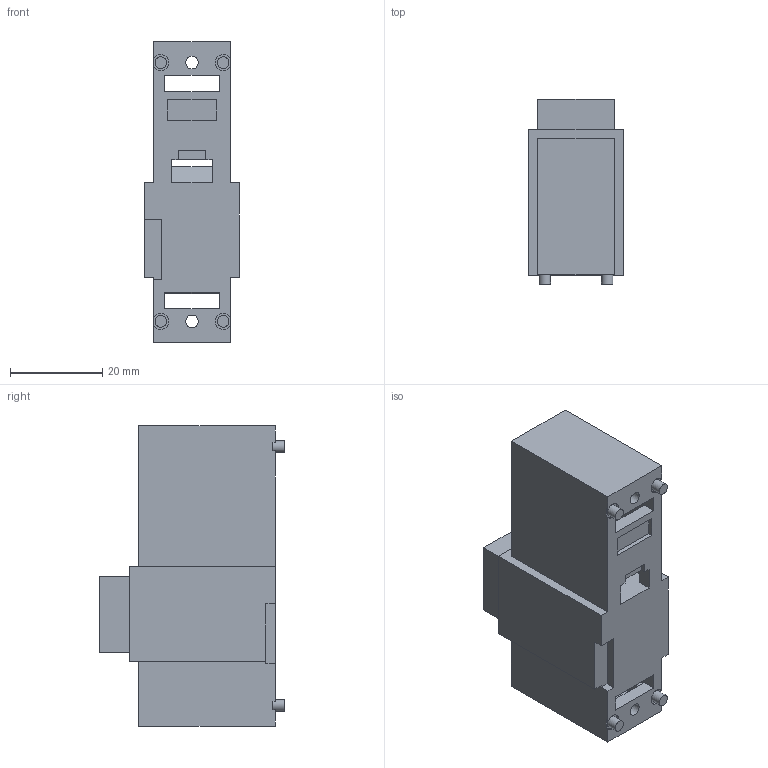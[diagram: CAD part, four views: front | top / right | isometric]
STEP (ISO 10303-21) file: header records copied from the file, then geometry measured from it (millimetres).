
FILE_DESCRIPTION(/* description */ (''),/* implementation_level */ '2;1');
FILE_NAME(/* name */ 'Colorimeter.stp',/* time_stamp */ '2019-04-03T12:29:15+02:00',/* author */ ('Hansen'),/* organization */ (''),/* preprocessor_version */ 'ST-DEVELOPER v17',/* originating_system */ 'Autodesk Inventor 2019',/* authorisation */ '');
FILE_SCHEMA (('AUTOMOTIVE_DESIGN { 1 0 10303 214 3 1 1 }'));
Length unit declared in the file: millimetre
Products named in the file (1): Colorimeter02
Bounding box: 20.5 x 40 x 65 mm (x, y, z)
Volume: 16561 mm3; surface area: 14991.2 mm2
Topology: 1 solids, 1 shells, 163 faces, 469 edges, 313 vertices
Faces by surface type: plane 150, cylinder 13
Full cylindrical faces by diameter (mm): 2 x1, 2.5 x4, 2.7 x2, 2.75 x1, 3 x1
Entity records: 5339 total; most frequent: CARTESIAN_POINT 946, ORIENTED_EDGE 938, DIRECTION 830, EDGE_CURVE 469, LINE 436, VECTOR 436, VERTEX_POINT 313, AXIS2_PLACEMENT_3D 197
